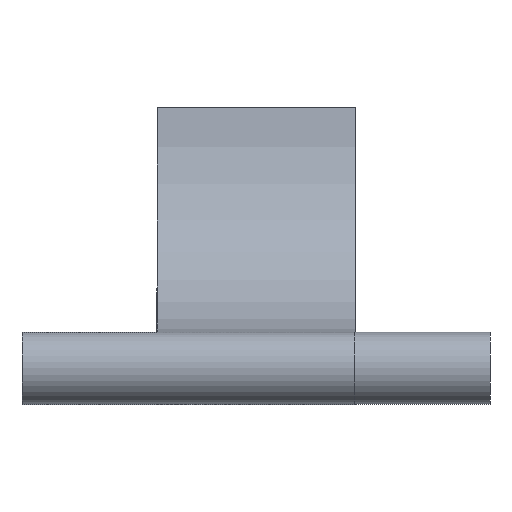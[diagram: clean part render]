
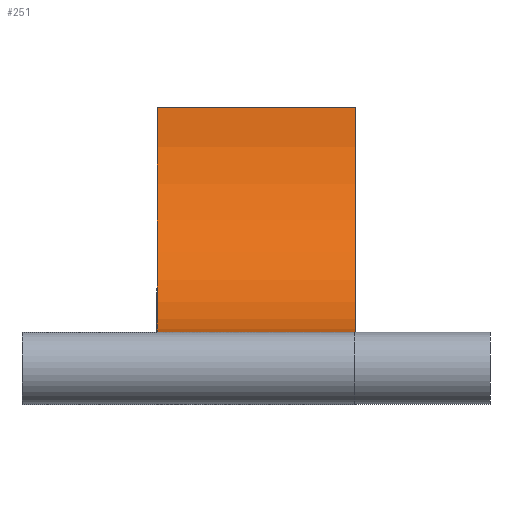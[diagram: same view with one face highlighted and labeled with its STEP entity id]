
A CAD part, left-side view. The second image highlights one B-rep face of the part: STEP entity #251.
In plain terms, the highlighted cylindrical face has radius 25 mm (diameter 50 mm), a partial arc.
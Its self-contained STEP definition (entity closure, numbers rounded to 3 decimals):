
#19=CIRCLE('',#284,25.);
#20=CIRCLE('',#286,25.);
#41=FACE_OUTER_BOUND('',#56,.T.);
#56=EDGE_LOOP('',(#188,#189,#190,#191));
#72=LINE('',#435,#92);
#76=LINE('',#452,#96);
#92=VECTOR('',#320,10.);
#96=VECTOR('',#338,10.);
#115=VERTEX_POINT('',#432);
#116=VERTEX_POINT('',#434);
#121=VERTEX_POINT('',#446);
#122=VERTEX_POINT('',#450);
#140=EDGE_CURVE('',#115,#116,#72,.T.);
#147=EDGE_CURVE('',#115,#121,#19,.T.);
#148=EDGE_CURVE('',#122,#116,#20,.T.);
#149=EDGE_CURVE('',#121,#122,#76,.T.);
#188=ORIENTED_EDGE('',*,*,#148,.T.);
#189=ORIENTED_EDGE('',*,*,#140,.F.);
#190=ORIENTED_EDGE('',*,*,#147,.T.);
#191=ORIENTED_EDGE('',*,*,#149,.T.);
#242=CYLINDRICAL_SURFACE('',#285,25.);
#251=ADVANCED_FACE('',(#41),#242,.F.);
#284=AXIS2_PLACEMENT_3D('',#448,#332,#333);
#285=AXIS2_PLACEMENT_3D('',#449,#334,#335);
#286=AXIS2_PLACEMENT_3D('',#451,#336,#337);
#320=DIRECTION('',(0.,-1.,0.));
#332=DIRECTION('center_axis',(0.,1.,0.));
#333=DIRECTION('ref_axis',(0.707,0.,-0.707));
#334=DIRECTION('center_axis',(0.,1.,0.));
#335=DIRECTION('ref_axis',(0.707,0.,-0.707));
#336=DIRECTION('center_axis',(0.,-1.,0.));
#337=DIRECTION('ref_axis',(0.707,0.,-0.707));
#338=DIRECTION('',(0.,-1.,0.));
#432=CARTESIAN_POINT('',(90.,22.,33.));
#434=CARTESIAN_POINT('',(90.,0.,33.));
#435=CARTESIAN_POINT('',(90.,22.,33.));
#446=CARTESIAN_POINT('',(65.,22.,8.));
#448=CARTESIAN_POINT('Origin',(65.,22.,33.));
#449=CARTESIAN_POINT('Origin',(65.,16.5,33.));
#450=CARTESIAN_POINT('',(65.,0.,8.));
#451=CARTESIAN_POINT('Origin',(65.,0.,33.));
#452=CARTESIAN_POINT('',(65.,16.5,8.));
